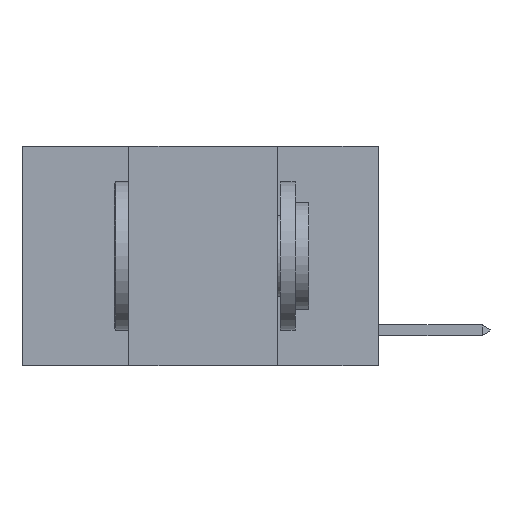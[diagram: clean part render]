
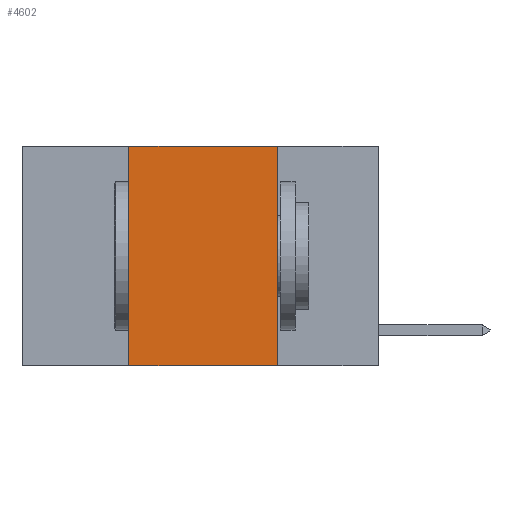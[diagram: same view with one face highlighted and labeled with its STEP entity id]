
A CAD part, left-side view. The second image highlights one B-rep face of the part: STEP entity #4602.
In plain terms, the highlighted planar face has unit normal (-1, 0, 0).
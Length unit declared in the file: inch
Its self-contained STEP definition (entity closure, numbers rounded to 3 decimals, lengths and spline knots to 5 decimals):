
#314 = EDGE_CURVE ( 'NONE', #13768, #4595, #1481, .T. ) ;
#501 = EDGE_CURVE ( 'NONE', #4595, #9672, #6966, .T. ) ;
#677 = EDGE_LOOP ( 'NONE', ( #11202, #1336, #4333, #942 ) ) ;
#906 = CARTESIAN_POINT ( 'NONE',  ( 0., 0.17, 0. ) ) ;
#942 = ORIENTED_EDGE ( 'NONE', *, *, #9316, .T. ) ;
#1336 = ORIENTED_EDGE ( 'NONE', *, *, #314, .F. ) ;
#1481 = LINE ( 'NONE', #2697, #9310 ) ;
#2664 = PLANE ( 'NONE',  #13435 ) ;
#2697 = CARTESIAN_POINT ( 'NONE',  ( 0., 0.6, 0. ) ) ;
#3672 = DIRECTION ( 'NONE',  ( 0., 0., 1. ) ) ;
#3838 = VERTEX_POINT ( 'NONE', #14942 ) ;
#3998 = CARTESIAN_POINT ( 'NONE',  ( 0., 0.42, 0. ) ) ;
#4333 = ORIENTED_EDGE ( 'NONE', *, *, #5009, .F. ) ;
#4595 = VERTEX_POINT ( 'NONE', #8693 ) ;
#4602 = ADVANCED_FACE ( 'NONE', ( #14573 ), #2664, .F. ) ;
#4873 = LINE ( 'NONE', #8441, #7093 ) ;
#5009 = EDGE_CURVE ( 'NONE', #3838, #13768, #4873, .T. ) ;
#6966 = LINE ( 'NONE', #906, #8557 ) ;
#7093 = VECTOR ( 'NONE', #3672, 39.37008 ) ;
#7497 = CARTESIAN_POINT ( 'NONE',  ( 0., 0.6, 0. ) ) ;
#7666 = CARTESIAN_POINT ( 'NONE',  ( 0., 0.6, -0.37 ) ) ;
#7685 = DIRECTION ( 'NONE',  ( 0., -1., 0. ) ) ;
#8441 = CARTESIAN_POINT ( 'NONE',  ( 0., 0.42, 0. ) ) ;
#8557 = VECTOR ( 'NONE', #10537, 39.37008 ) ;
#8693 = CARTESIAN_POINT ( 'NONE',  ( 0., 0.17, 0. ) ) ;
#9310 = VECTOR ( 'NONE', #7685, 39.37008 ) ;
#9316 = EDGE_CURVE ( 'NONE', #3838, #9672, #15228, .T. ) ;
#9672 = VERTEX_POINT ( 'NONE', #14726 ) ;
#10042 = DIRECTION ( 'NONE',  ( 0., -1., 0. ) ) ;
#10537 = DIRECTION ( 'NONE',  ( 0., 0., -1. ) ) ;
#11202 = ORIENTED_EDGE ( 'NONE', *, *, #501, .F. ) ;
#12361 = DIRECTION ( 'NONE',  ( 0., 0., -1. ) ) ;
#12856 = VECTOR ( 'NONE', #10042, 39.37008 ) ;
#13389 = DIRECTION ( 'NONE',  ( 1., 0., 0. ) ) ;
#13435 = AXIS2_PLACEMENT_3D ( 'NONE', #7497, #13389, #12361 ) ;
#13768 = VERTEX_POINT ( 'NONE', #3998 ) ;
#14573 = FACE_OUTER_BOUND ( 'NONE', #677, .T. ) ;
#14726 = CARTESIAN_POINT ( 'NONE',  ( 0., 0.17, -0.37 ) ) ;
#14942 = CARTESIAN_POINT ( 'NONE',  ( 0., 0.42, -0.37 ) ) ;
#15228 = LINE ( 'NONE', #7666, #12856 ) ;
